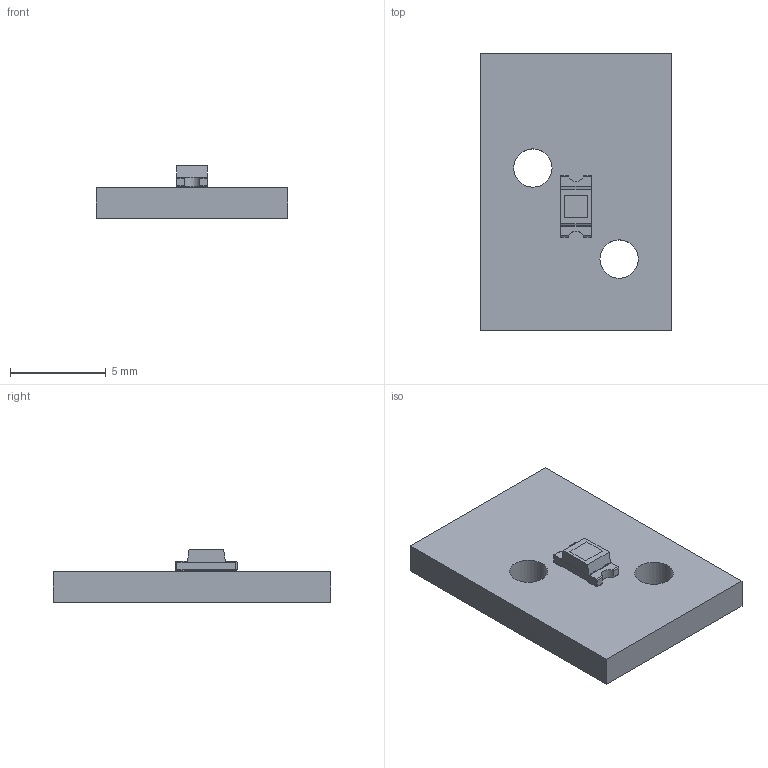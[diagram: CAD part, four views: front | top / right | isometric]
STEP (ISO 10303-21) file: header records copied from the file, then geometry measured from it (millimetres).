
FILE_DESCRIPTION(('KiCad electronic assembly'),'2;1');
FILE_NAME('POxiM-fingersensor-PhotodiodeBoard.stp','2020-07-07T15:10:18' ,('An Author'),('A Company'),'Open CASCADE STEP processor 6.9', 'KiCad to STEP converter','Unknown');
FILE_SCHEMA(('AUTOMOTIVE_DESIGN { 1 0 10303 214 1 1 1 1 }'));
Length unit declared in the file: millimetre
Products named in the file (6): Open CASCADE STEP translator 6.9 1; LED_1206_3216Metric_Castellated; SOLID; LED_0805_2012Metric_Castellated; COMPOUND
Assembly tree (7 placements, depth 3):
  Open CASCADE STEP translator 6.9 1
    LED_1206_3216Metric_Castellated  x2
      SOLID
    LED_0805_2012Metric_Castellated  x2
      SOLID
    COMPOUND
Bounding box: 10 x 14.5 x 2.75 mm (x, y, z)
Volume: 234.1 mm3; surface area: 435.3 mm2
Topology: 5 solids, 5 shells, 160 faces, 422 edges, 276 vertices
Faces by surface type: plane 102, cylinder 58
Full cylindrical faces by diameter (mm): 2 x2
Entity records: 6944 total; most frequent: CARTESIAN_POINT 1896, DIRECTION 820, LINE 524, VECTOR 524, ORIENTED_EDGE 440, PCURVE 440, DEFINITIONAL_REPRESENTATION 440, EDGE_CURVE 220
